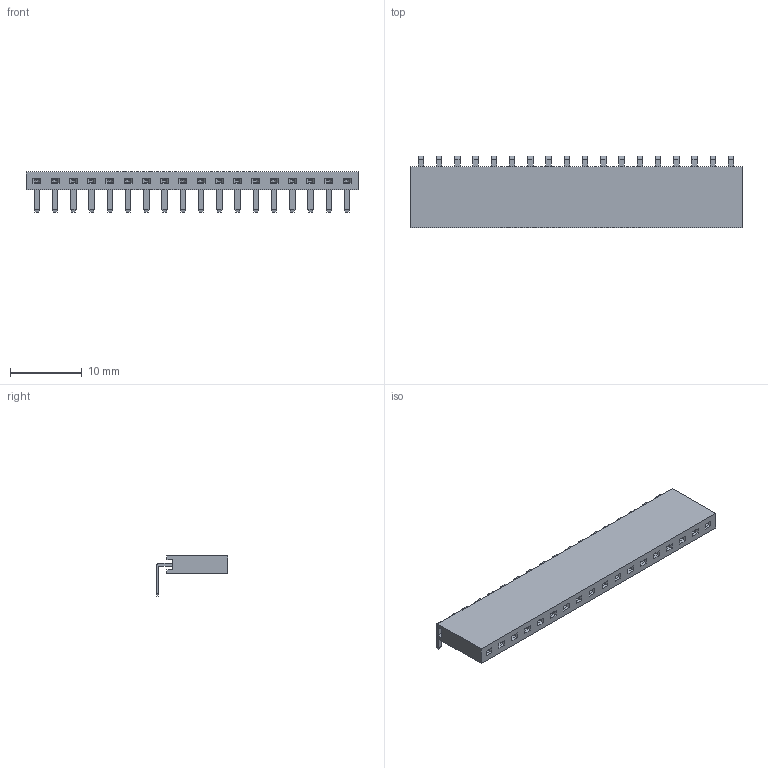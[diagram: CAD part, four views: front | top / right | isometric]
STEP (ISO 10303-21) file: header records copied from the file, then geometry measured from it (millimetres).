
FILE_DESCRIPTION(/* description */ ('Unknown'),/* implementation_level */ '2;1');
FILE_NAME(/* name */ 'J_Wurth_WR-PHD_613018143121',/* time_stamp */ '2025-04-16T17:24:59+08:00',/* author */ ('Unknown'),/* organization */ ('Unknown'),/* preprocessor_version */ 'ST-DEVELOPER v19.4',/* originating_system */ 'Solid Edge',/* authorisation */ 'Unknown');
FILE_SCHEMA (('AUTOMOTIVE_DESIGN {1 0 10303 214 3 1 1}'));
Length unit declared in the file: millimetre
Products named in the file (2): J_Wurth_WR-PHD_613018143121
Assembly tree (1 placements, depth 2):
  J_Wurth_WR-PHD_613018143121
    J_Wurth_WR-PHD_613018143121
Bounding box: 46.22 x 10 x 5.59 mm (x, y, z)
Volume: 906.7 mm3; surface area: 1907.4 mm2
Topology: 1 solids, 1 shells, 856 faces, 2166 edges, 1348 vertices
Faces by surface type: plane 748, cylinder 72, bspline 36
Entity records: 31541 total; most frequent: CARTESIAN_POINT 5200, ORIENTED_EDGE 4332, DIRECTION 3882, EDGE_CURVE 2166, LINE 1950, VECTOR 1950, VERTEX_POINT 1348, AXIS2_PLACEMENT_3D 966
